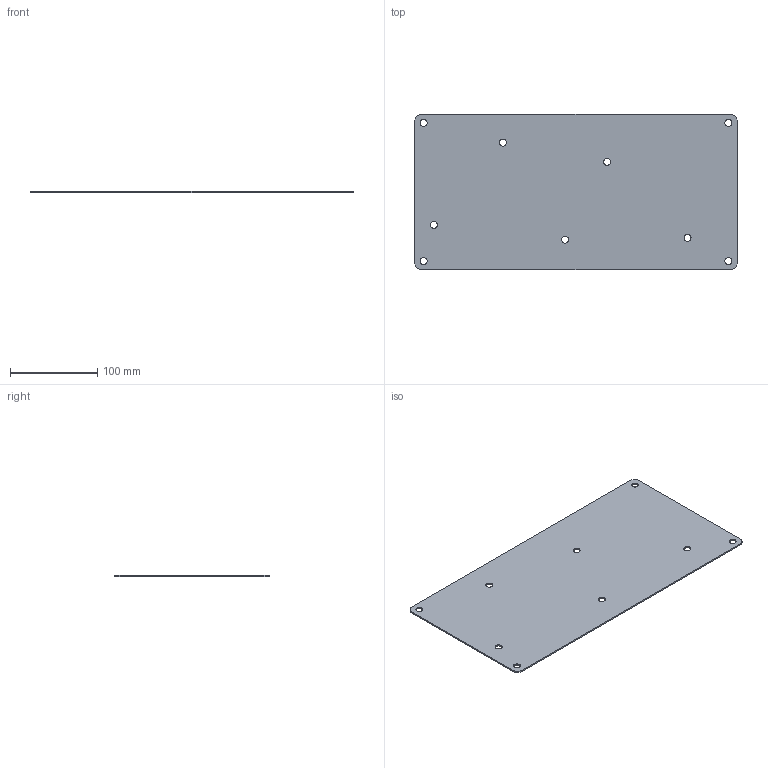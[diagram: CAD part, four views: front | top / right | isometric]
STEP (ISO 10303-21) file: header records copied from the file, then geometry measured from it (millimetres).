
FILE_DESCRIPTION (( 'STEP AP214' ), '1' );
FILE_NAME ('ofof1_bottom.STEP', '2022-07-05T22:56:15', ( '' ), ( '' ), 'SwSTEP 2.0', 'SolidWorks 2021', '' );
FILE_SCHEMA (( 'AUTOMOTIVE_DESIGN' ));
Length unit declared in the file: inch
Products named in the file (1): ofof1_bottom
Bounding box: 368.3 x 177.8 x 1.6 mm (x, y, z)
Volume: 103962.3 mm3; surface area: 132040.3 mm2
Topology: 1 solids, 1 shells, 28 faces, 78 edges, 52 vertices
Faces by surface type: cylinder 22, plane 6
Entity records: 1002 total; most frequent: DIRECTION 180, CARTESIAN_POINT 159, ORIENTED_EDGE 156, EDGE_CURVE 78, AXIS2_PLACEMENT_3D 73, VERTEX_POINT 52, EDGE_LOOP 46, CIRCLE 44
